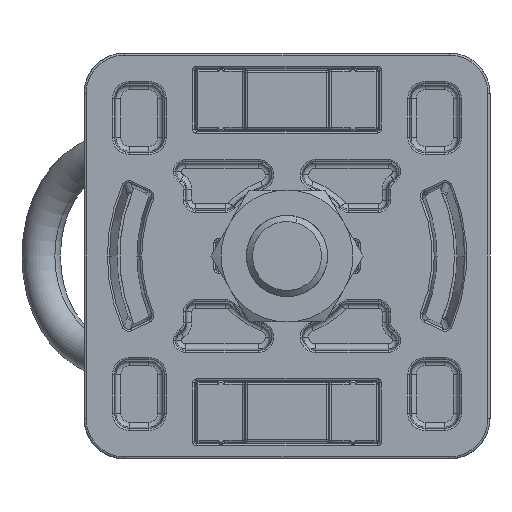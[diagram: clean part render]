
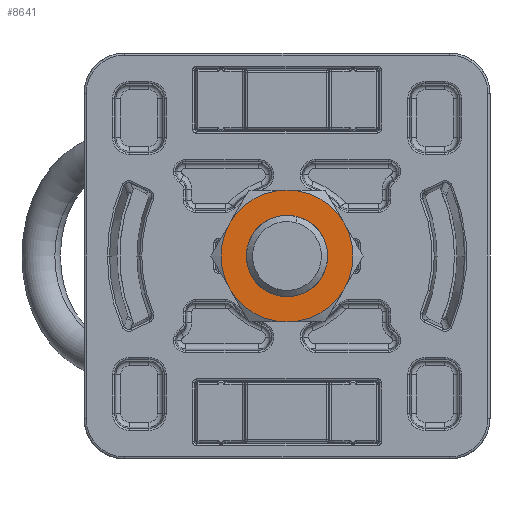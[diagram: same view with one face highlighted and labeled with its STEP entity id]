
A CAD part, left-side view. The second image highlights one B-rep face of the part: STEP entity #8641.
In plain terms, the highlighted planar face has unit normal (-1, 0, 0).
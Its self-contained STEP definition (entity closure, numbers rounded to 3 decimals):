
#497 = ORIENTED_EDGE ( 'NONE', *, *, #18361, .F. ) ;
#573 = AXIS2_PLACEMENT_3D ( 'NONE', #18716, #14270, #40121 ) ;
#1665 = DIRECTION ( 'NONE',  ( -1., 0., 0. ) ) ;
#2211 = VERTEX_POINT ( 'NONE', #11356 ) ;
#3509 = CIRCLE ( 'NONE', #573, 6.5 ) ;
#4261 = DIRECTION ( 'NONE',  ( 0., 0., 1. ) ) ;
#6833 = DIRECTION ( 'NONE',  ( -1., 0., 0. ) ) ;
#7431 = DIRECTION ( 'NONE',  ( 0., 0., 1. ) ) ;
#8641 = ADVANCED_FACE ( 'NONE', ( #11174, #27905 ), #35576, .T. ) ;
#8971 = EDGE_CURVE ( 'NONE', #28294, #23056, #36263, .T. ) ;
#9439 = VERTEX_POINT ( 'NONE', #19168 ) ;
#10523 = ORIENTED_EDGE ( 'NONE', *, *, #8971, .T. ) ;
#11009 = AXIS2_PLACEMENT_3D ( 'NONE', #21382, #28359, #7431 ) ;
#11174 = FACE_BOUND ( 'NONE', #43291, .T. ) ;
#11306 = CARTESIAN_POINT ( 'NONE',  ( -6.8, -5.629, -3.25 ) ) ;
#11356 = CARTESIAN_POINT ( 'NONE',  ( -6.8, 0., 4. ) ) ;
#11905 = CARTESIAN_POINT ( 'NONE',  ( -6.8, 0., 0. ) ) ;
#12269 = CIRCLE ( 'NONE', #17508, 6.5 ) ;
#12971 = ORIENTED_EDGE ( 'NONE', *, *, #15005, .F. ) ;
#13071 = EDGE_CURVE ( 'NONE', #23056, #9439, #12269, .T. ) ;
#13885 = VERTEX_POINT ( 'NONE', #41103 ) ;
#14270 = DIRECTION ( 'NONE',  ( -1., 0., 0. ) ) ;
#15005 = EDGE_CURVE ( 'NONE', #2211, #13885, #29551, .T. ) ;
#15676 = CARTESIAN_POINT ( 'NONE',  ( -6.8, 0., 6.5 ) ) ;
#15878 = EDGE_LOOP ( 'NONE', ( #25880, #35530, #42896, #39761, #10523, #34100 ) ) ;
#16556 = CIRCLE ( 'NONE', #24709, 4. ) ;
#17508 = AXIS2_PLACEMENT_3D ( 'NONE', #35746, #43214, #29004 ) ;
#18164 = DIRECTION ( 'NONE',  ( -1., 0., 0. ) ) ;
#18361 = EDGE_CURVE ( 'NONE', #13885, #2211, #16556, .T. ) ;
#18716 = CARTESIAN_POINT ( 'NONE',  ( -6.8, 0., 0. ) ) ;
#19168 = CARTESIAN_POINT ( 'NONE',  ( -6.8, -5.629, 3.25 ) ) ;
#19352 = CARTESIAN_POINT ( 'NONE',  ( -6.8, 5.629, 3.25 ) ) ;
#20232 = VERTEX_POINT ( 'NONE', #35261 ) ;
#20725 = DIRECTION ( 'NONE',  ( -1., 0., 0. ) ) ;
#21171 = EDGE_CURVE ( 'NONE', #9439, #30127, #28586, .T. ) ;
#21382 = CARTESIAN_POINT ( 'NONE',  ( -6.8, 0., -13. ) ) ;
#22509 = VERTEX_POINT ( 'NONE', #19352 ) ;
#22583 = DIRECTION ( 'NONE',  ( 0., 0., 1. ) ) ;
#22974 = DIRECTION ( 'NONE',  ( 0., 0., 1. ) ) ;
#23056 = VERTEX_POINT ( 'NONE', #11306 ) ;
#23282 = DIRECTION ( 'NONE',  ( -1., 0., 0. ) ) ;
#23296 = CIRCLE ( 'NONE', #42642, 6.5 ) ;
#23297 = CARTESIAN_POINT ( 'NONE',  ( -6.8, 0., 0. ) ) ;
#23604 = CARTESIAN_POINT ( 'NONE',  ( -6.8, 0., -6.5 ) ) ;
#24709 = AXIS2_PLACEMENT_3D ( 'NONE', #25806, #18164, #32327 ) ;
#25806 = CARTESIAN_POINT ( 'NONE',  ( -6.8, 0., 0. ) ) ;
#25880 = ORIENTED_EDGE ( 'NONE', *, *, #21171, .T. ) ;
#26203 = CARTESIAN_POINT ( 'NONE',  ( -6.8, 0., 0. ) ) ;
#27668 = CARTESIAN_POINT ( 'NONE',  ( -6.8, 0., 0. ) ) ;
#27905 = FACE_OUTER_BOUND ( 'NONE', #15878, .T. ) ;
#28294 = VERTEX_POINT ( 'NONE', #23604 ) ;
#28359 = DIRECTION ( 'NONE',  ( -1., 0., 0. ) ) ;
#28586 = CIRCLE ( 'NONE', #29369, 6.5 ) ;
#29004 = DIRECTION ( 'NONE',  ( 0., 0., 1. ) ) ;
#29259 = EDGE_CURVE ( 'NONE', #20232, #28294, #3509, .T. ) ;
#29369 = AXIS2_PLACEMENT_3D ( 'NONE', #26203, #34125, #22974 ) ;
#29551 = CIRCLE ( 'NONE', #35486, 4. ) ;
#30127 = VERTEX_POINT ( 'NONE', #15676 ) ;
#32327 = DIRECTION ( 'NONE',  ( 0., 0., 1. ) ) ;
#34100 = ORIENTED_EDGE ( 'NONE', *, *, #13071, .T. ) ;
#34125 = DIRECTION ( 'NONE',  ( -1., 0., 0. ) ) ;
#35016 = CIRCLE ( 'NONE', #45417, 6.5 ) ;
#35261 = CARTESIAN_POINT ( 'NONE',  ( -6.8, 5.629, -3.25 ) ) ;
#35486 = AXIS2_PLACEMENT_3D ( 'NONE', #11905, #1665, #22583 ) ;
#35530 = ORIENTED_EDGE ( 'NONE', *, *, #45745, .T. ) ;
#35576 = PLANE ( 'NONE',  #11009 ) ;
#35746 = CARTESIAN_POINT ( 'NONE',  ( -6.8, 0., 0. ) ) ;
#36263 = CIRCLE ( 'NONE', #45926, 6.5 ) ;
#39641 = CARTESIAN_POINT ( 'NONE',  ( -6.8, 0., 0. ) ) ;
#39761 = ORIENTED_EDGE ( 'NONE', *, *, #29259, .T. ) ;
#40121 = DIRECTION ( 'NONE',  ( 0., 0., 1. ) ) ;
#41093 = EDGE_CURVE ( 'NONE', #22509, #20232, #35016, .T. ) ;
#41103 = CARTESIAN_POINT ( 'NONE',  ( -6.8, 0., -4. ) ) ;
#41893 = DIRECTION ( 'NONE',  ( 0., 0., 1. ) ) ;
#42642 = AXIS2_PLACEMENT_3D ( 'NONE', #23297, #20725, #44936 ) ;
#42896 = ORIENTED_EDGE ( 'NONE', *, *, #41093, .T. ) ;
#43214 = DIRECTION ( 'NONE',  ( -1., 0., 0. ) ) ;
#43291 = EDGE_LOOP ( 'NONE', ( #12971, #497 ) ) ;
#44936 = DIRECTION ( 'NONE',  ( 0., 0., 1. ) ) ;
#45417 = AXIS2_PLACEMENT_3D ( 'NONE', #39641, #6833, #4261 ) ;
#45745 = EDGE_CURVE ( 'NONE', #30127, #22509, #23296, .T. ) ;
#45926 = AXIS2_PLACEMENT_3D ( 'NONE', #27668, #23282, #41893 ) ;
